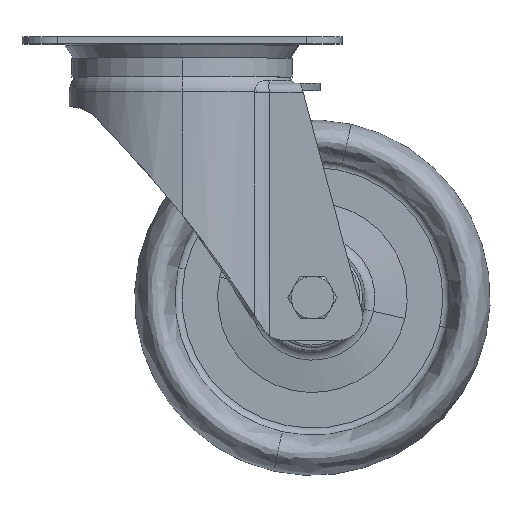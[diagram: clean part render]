
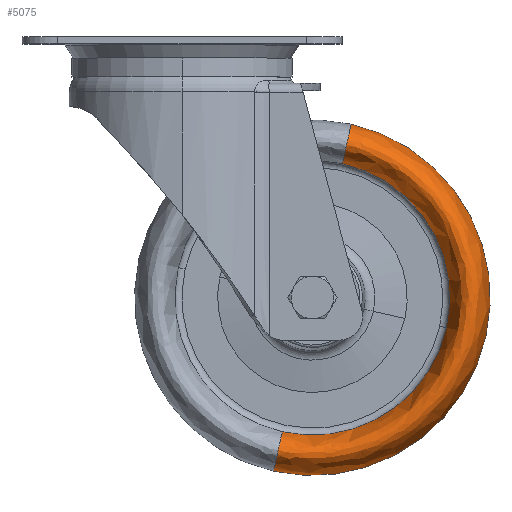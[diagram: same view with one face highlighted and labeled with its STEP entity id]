
A CAD part, top view. The second image highlights one B-rep face of the part: STEP entity #5075.
In plain terms, the highlighted free-form (B-spline) face has degree [3, 3] with [4, 4] control points.
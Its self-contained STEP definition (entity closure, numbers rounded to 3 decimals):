
#268 = CARTESIAN_POINT ( 'NONE',  ( 41.407, -170.723, 34.527 ) ) ;
#718 = CARTESIAN_POINT ( 'NONE',  ( 42.334, -166.582, 6.55 ) ) ;
#1362 = ORIENTED_EDGE ( 'NONE', *, *, #14697, .F. ) ;
#1836 = VERTEX_POINT ( 'NONE', #24679 ) ;
#1945 = CARTESIAN_POINT ( 'NONE',  ( 55., -110., 0. ) ) ;
#2094 = CARTESIAN_POINT ( 'NONE',  ( 68.593, -49.277, 34.527 ) ) ;
#2752 = DIRECTION ( 'NONE',  ( 0., 0., -1. ) ) ;
#3121 = AXIS2_PLACEMENT_3D ( 'NONE', #1945, #6087, #5962 ) ;
#3390 = CARTESIAN_POINT ( 'NONE',  ( 42.334, -166.582, 6.55 ) ) ;
#3436 = CARTESIAN_POINT ( 'NONE',  ( 55., -110., 6.55 ) ) ;
#4022 = CARTESIAN_POINT ( 'NONE',  ( 217.761, -69.578, 29.61 ) ) ;
#4027 = CARTESIAN_POINT ( 'NONE',  ( 71.384, -36.811, 0. ) ) ;
#4297 = CARTESIAN_POINT ( 'NONE',  ( 217.761, -69.578, 0. ) ) ;
#4460 = CARTESIAN_POINT ( 'NONE',  ( 55., -110., 6.55 ) ) ;
#5075 = ADVANCED_FACE ( 'NONE', ( #17065 ), #7653, .T. ) ;
#5175 = CIRCLE ( 'NONE', #9370, 57.983 ) ;
#5650 = VERTEX_POINT ( 'NONE', #21357 ) ;
#5962 = DIRECTION ( 'NONE',  ( 0.976, -0.218, 0. ) ) ;
#6087 = DIRECTION ( 'NONE',  ( 0., 0., 1. ) ) ;
#6263 = CARTESIAN_POINT ( 'NONE',  ( 67.666, -53.418, 6.55 ) ) ;
#6856 = CIRCLE ( 'NONE', #3121, 75. ) ;
#7653 =( BOUNDED_SURFACE ( )  B_SPLINE_SURFACE ( 3, 3, ( 
 ( #19999, #8203, #20128, #17945 ),
 ( #268, #10047, #21799, #10438 ),
 ( #16380, #16130, #4022, #20243 ),
 ( #7962, #11993, #4297, #12116 ) ),
 .UNSPECIFIED., .F., .F., .T. ) 
 B_SPLINE_SURFACE_WITH_KNOTS ( ( 4, 4 ),
 ( 4, 4 ),
 ( 0., 1. ),
 ( 0., 1. ),
 .UNSPECIFIED. ) 
 GEOMETRIC_REPRESENTATION_ITEM ( )  RATIONAL_B_SPLINE_SURFACE ( (
 ( 1., 0.333, 0.333, 1.),
 ( 0.444, 0.148, 0.148, 0.444),
 ( 0.444, 0.148, 0.148, 0.444),
 ( 1., 0.333, 0.333, 1.) ) ) 
 REPRESENTATION_ITEM ( '' )  SURFACE ( )  );
#7962 = CARTESIAN_POINT ( 'NONE',  ( 38.616, -183.189, 0. ) ) ;
#8203 = CARTESIAN_POINT ( 'NONE',  ( 155.498, -191.915, 6.55 ) ) ;
#9140 = ORIENTED_EDGE ( 'NONE', *, *, #23267, .T. ) ;
#9370 = AXIS2_PLACEMENT_3D ( 'NONE', #3436, #22989, #24912 ) ;
#10031 = VERTEX_POINT ( 'NONE', #6263 ) ;
#10047 = CARTESIAN_POINT ( 'NONE',  ( 162.852, -197.908, 34.527 ) ) ;
#10438 = CARTESIAN_POINT ( 'NONE',  ( 68.593, -49.277, 34.527 ) ) ;
#10993 = ORIENTED_EDGE ( 'NONE', *, *, #22901, .T. ) ;
#11193 = ORIENTED_EDGE ( 'NONE', *, *, #20547, .T. ) ;
#11993 = CARTESIAN_POINT ( 'NONE',  ( 184.994, -215.956, 0. ) ) ;
#12067 = CIRCLE ( 'NONE', #21545, 57.983 ) ;
#12116 = CARTESIAN_POINT ( 'NONE',  ( 71.384, -36.811, 0. ) ) ;
#13797 = ORIENTED_EDGE ( 'NONE', *, *, #23128, .T. ) ;
#14046 = CARTESIAN_POINT ( 'NONE',  ( 67.666, -53.418, 6.55 ) ) ;
#14697 = EDGE_CURVE ( 'NONE', #10031, #1836, #15732, .T. ) ;
#15732 =( BOUNDED_CURVE ( )  B_SPLINE_CURVE ( 3, ( #14046, #2094, #17950, #4027 ),
 .UNSPECIFIED., .F., .F. ) 
 B_SPLINE_CURVE_WITH_KNOTS ( ( 4, 4 ),
 ( 1.904, 4.712 ),
 .UNSPECIFIED. ) 
 CURVE ( )  GEOMETRIC_REPRESENTATION_ITEM ( )  RATIONAL_B_SPLINE_CURVE ( ( 1., 0.444, 0.444, 1. ) ) 
 REPRESENTATION_ITEM ( '' )  );
#16130 = CARTESIAN_POINT ( 'NONE',  ( 184.994, -215.956, 29.61 ) ) ;
#16380 = CARTESIAN_POINT ( 'NONE',  ( 38.616, -183.189, 29.61 ) ) ;
#17065 = FACE_OUTER_BOUND ( 'NONE', #22483, .T. ) ;
#17282 = CARTESIAN_POINT ( 'NONE',  ( 38.616, -183.189, 29.61 ) ) ;
#17405 = CARTESIAN_POINT ( 'NONE',  ( 41.407, -170.723, 34.527 ) ) ;
#17945 = CARTESIAN_POINT ( 'NONE',  ( 67.666, -53.418, 6.55 ) ) ;
#17950 = CARTESIAN_POINT ( 'NONE',  ( 71.384, -36.811, 29.61 ) ) ;
#19479 = CARTESIAN_POINT ( 'NONE',  ( 38.616, -183.189, 0. ) ) ;
#19999 = CARTESIAN_POINT ( 'NONE',  ( 42.334, -166.582, 6.55 ) ) ;
#20128 = CARTESIAN_POINT ( 'NONE',  ( 180.831, -78.75, 6.55 ) ) ;
#20243 = CARTESIAN_POINT ( 'NONE',  ( 71.384, -36.811, 29.61 ) ) ;
#20547 = EDGE_CURVE ( 'NONE', #10031, #5650, #12067, .T. ) ;
#21267 = CARTESIAN_POINT ( 'NONE',  ( 38.616, -183.189, 0. ) ) ;
#21357 = CARTESIAN_POINT ( 'NONE',  ( 111.582, -122.666, 6.55 ) ) ;
#21545 = AXIS2_PLACEMENT_3D ( 'NONE', #4460, #2752, #22597 ) ;
#21799 = CARTESIAN_POINT ( 'NONE',  ( 190.038, -76.463, 34.527 ) ) ;
#22364 =( BOUNDED_CURVE ( )  B_SPLINE_CURVE ( 3, ( #3390, #17405, #17282, #21267 ),
 .UNSPECIFIED., .F., .F. ) 
 B_SPLINE_CURVE_WITH_KNOTS ( ( 4, 4 ),
 ( 1.904, 4.712 ),
 .UNSPECIFIED. ) 
 CURVE ( )  GEOMETRIC_REPRESENTATION_ITEM ( )  RATIONAL_B_SPLINE_CURVE ( ( 1., 0.444, 0.444, 1. ) ) 
 REPRESENTATION_ITEM ( '' )  );
#22483 = EDGE_LOOP ( 'NONE', ( #10993, #13797, #9140, #1362, #11193 ) ) ;
#22597 = DIRECTION ( 'NONE',  ( 0.976, -0.218, 0. ) ) ;
#22901 = EDGE_CURVE ( 'NONE', #5650, #23561, #5175, .T. ) ;
#22989 = DIRECTION ( 'NONE',  ( 0., 0., -1. ) ) ;
#23128 = EDGE_CURVE ( 'NONE', #23561, #23953, #22364, .T. ) ;
#23267 = EDGE_CURVE ( 'NONE', #23953, #1836, #6856, .T. ) ;
#23561 = VERTEX_POINT ( 'NONE', #718 ) ;
#23953 = VERTEX_POINT ( 'NONE', #19479 ) ;
#24679 = CARTESIAN_POINT ( 'NONE',  ( 71.384, -36.811, 0. ) ) ;
#24912 = DIRECTION ( 'NONE',  ( 0.976, -0.218, 0. ) ) ;
